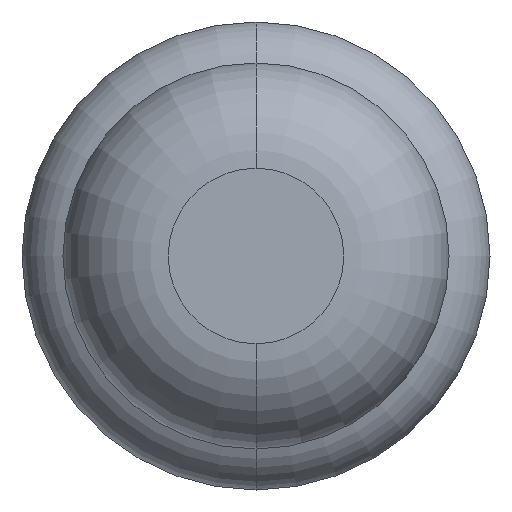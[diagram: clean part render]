
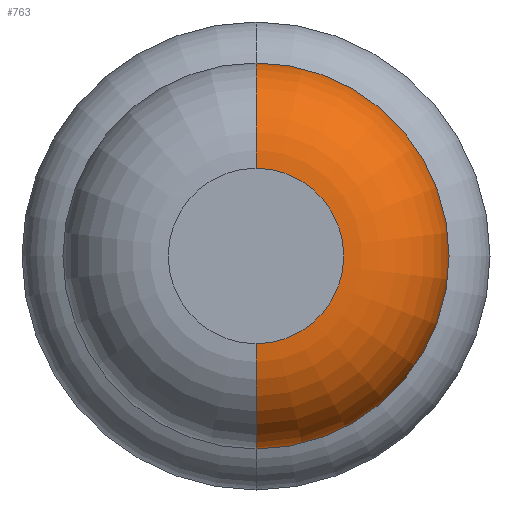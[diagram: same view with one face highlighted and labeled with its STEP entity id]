
A CAD part, front view. The second image highlights one B-rep face of the part: STEP entity #763.
In plain terms, the highlighted toroidal (fillet/blend) face has major radius 0.375 mm and minor radius 0.45 mm.
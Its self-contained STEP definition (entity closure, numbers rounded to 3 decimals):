
#5 = AXIS2_PLACEMENT_3D ( 'NONE', #1230, #135, #2246 ) ;
#104 = DIRECTION ( 'NONE',  ( 0., 1., 0. ) ) ;
#135 = DIRECTION ( 'NONE',  ( 1., 0., 0. ) ) ;
#271 = CIRCLE ( 'NONE', #1451, 0.375 ) ;
#504 = CIRCLE ( 'NONE', #4249, 0.45 ) ;
#671 = ORIENTED_EDGE ( 'NONE', *, *, #2468, .T. ) ;
#763 = ADVANCED_FACE ( 'Defeature ausgef�hrt1_8', ( #775 ), #1805, .T. ) ;
#775 = FACE_OUTER_BOUND ( 'NONE', #2214, .T. ) ;
#802 = DIRECTION ( 'NONE',  ( 0., 0., 1. ) ) ;
#1024 = EDGE_CURVE ( 'NONE', #1977, #3659, #504, .T. ) ;
#1075 = EDGE_CURVE ( 'Defeature ausgef�hrt1_8+Defeature ausgef�hrt1_7+Defeature ausgef�hrt1_7+Defeature ausgef�hrt1_7', #1977, #1380, #271, .T. ) ;
#1152 = VERTEX_POINT ( 'NONE', #3968 ) ;
#1230 = CARTESIAN_POINT ( 'NONE',  ( 0., -28.55, -0.375 ) ) ;
#1380 = VERTEX_POINT ( 'NONE', #3010 ) ;
#1451 = AXIS2_PLACEMENT_3D ( 'NONE', #3851, #3148, #2131 ) ;
#1739 = CARTESIAN_POINT ( 'NONE',  ( 0., -28.55, 0.375 ) ) ;
#1805 = TOROIDAL_SURFACE ( 'NONE', #3083, 0.375, 0.45 ) ;
#1977 = VERTEX_POINT ( 'NONE', #3649 ) ;
#2082 = DIRECTION ( 'NONE',  ( -1., 0., 0. ) ) ;
#2131 = DIRECTION ( 'NONE',  ( 0., 0., 1. ) ) ;
#2214 = EDGE_LOOP ( 'NONE', ( #4118, #671, #3343, #2413 ) ) ;
#2246 = DIRECTION ( 'NONE',  ( 0., 0., -1. ) ) ;
#2413 = ORIENTED_EDGE ( 'NONE', *, *, #1024, .F. ) ;
#2419 = DIRECTION ( 'NONE',  ( 0., 0., 1. ) ) ;
#2468 = EDGE_CURVE ( 'NONE', #1380, #1152, #4446, .T. ) ;
#2495 = DIRECTION ( 'NONE',  ( 0., 0., 1. ) ) ;
#2527 = CARTESIAN_POINT ( 'NONE',  ( 0., -28.55, 0. ) ) ;
#2545 = DIRECTION ( 'NONE',  ( 0., 1., 0. ) ) ;
#3010 = CARTESIAN_POINT ( 'NONE',  ( 0., -29., -0.375 ) ) ;
#3083 = AXIS2_PLACEMENT_3D ( 'NONE', #4227, #104, #802 ) ;
#3148 = DIRECTION ( 'NONE',  ( 0., 1., 0. ) ) ;
#3213 = EDGE_CURVE ( 'Defeature ausgef�hrt1_9+Defeature ausgef�hrt1_8+Defeature ausgef�hrt1_8+Defeature ausgef�hrt1_8', #3659, #1152, #3348, .T. ) ;
#3343 = ORIENTED_EDGE ( 'NONE', *, *, #3213, .F. ) ;
#3348 = CIRCLE ( 'NONE', #3398, 0.825 ) ;
#3398 = AXIS2_PLACEMENT_3D ( 'NONE', #2527, #2545, #2495 ) ;
#3649 = CARTESIAN_POINT ( 'NONE',  ( 0., -29., 0.375 ) ) ;
#3659 = VERTEX_POINT ( 'NONE', #4210 ) ;
#3851 = CARTESIAN_POINT ( 'NONE',  ( 0., -29., 0. ) ) ;
#3968 = CARTESIAN_POINT ( 'NONE',  ( 0., -28.55, -0.825 ) ) ;
#4118 = ORIENTED_EDGE ( 'NONE', *, *, #1075, .T. ) ;
#4210 = CARTESIAN_POINT ( 'NONE',  ( 0., -28.55, 0.825 ) ) ;
#4227 = CARTESIAN_POINT ( 'NONE',  ( 0., -28.55, 0. ) ) ;
#4249 = AXIS2_PLACEMENT_3D ( 'NONE', #1739, #2082, #2419 ) ;
#4446 = CIRCLE ( 'NONE', #5, 0.45 ) ;
